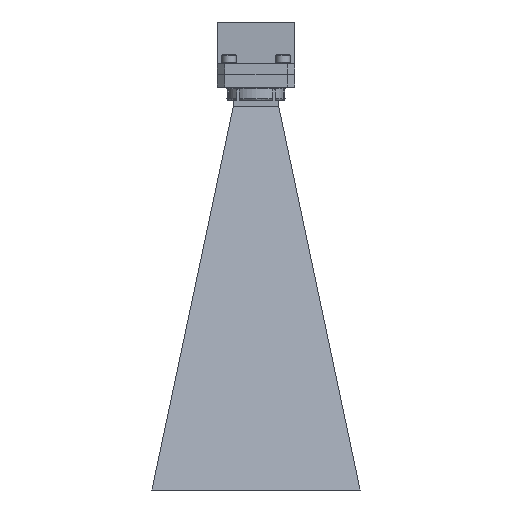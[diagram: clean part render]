
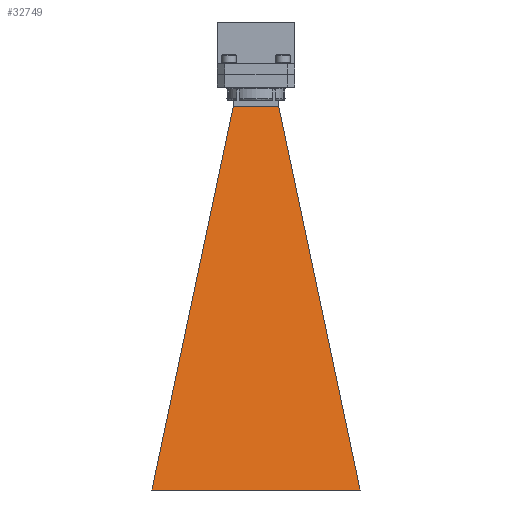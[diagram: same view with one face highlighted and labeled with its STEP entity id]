
A CAD part, front view. The second image highlights one B-rep face of the part: STEP entity #32749.
In plain terms, the highlighted planar face has unit normal (0, -0.985, 0.174).
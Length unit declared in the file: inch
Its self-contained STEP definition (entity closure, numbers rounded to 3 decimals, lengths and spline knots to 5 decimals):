
#1020 = VERTEX_POINT ( 'NONE', #14768 ) ;
#1786 = DIRECTION ( 'NONE',  ( 0., -0.985, 0.174 ) ) ;
#2252 = VERTEX_POINT ( 'NONE', #3166 ) ;
#2889 = EDGE_CURVE ( 'NONE', #37148, #9953, #13840, .T. ) ;
#3071 = VECTOR ( 'NONE', #34191, 39.37008 ) ;
#3166 = CARTESIAN_POINT ( 'NONE',  ( 2.002, -1.552, -8. ) ) ;
#3730 = VECTOR ( 'NONE', #12884, 39.37008 ) ;
#4328 = EDGE_CURVE ( 'NONE', #37148, #2252, #14699, .T. ) ;
#5068 = DIRECTION ( 'NONE',  ( 1., 0., 0. ) ) ;
#7502 = CARTESIAN_POINT ( 'NONE',  ( -2.002, -1.552, -8. ) ) ;
#8634 = B_SPLINE_CURVE_WITH_KNOTS ( 'NONE', 3,
 ( #32527, #20079, #35612, #38682 ),
 .UNSPECIFIED., .F., .F.,
 ( 4, 4 ),
 ( 0., 1. ),
 .UNSPECIFIED. ) ;
#9953 = VERTEX_POINT ( 'NONE', #36166 ) ;
#10308 = LINE ( 'NONE', #28013, #3071 ) ;
#12546 = EDGE_CURVE ( 'NONE', #2252, #1020, #10308, .T. ) ;
#12884 = DIRECTION ( 'NONE',  ( 0.205, 0.17, 0.964 ) ) ;
#12952 = ORIENTED_EDGE ( 'NONE', *, *, #23854, .T. ) ;
#13643 = PLANE ( 'NONE',  #25333 ) ;
#13840 = LINE ( 'NONE', #16090, #3730 ) ;
#14699 = LINE ( 'NONE', #7502, #21436 ) ;
#14768 = CARTESIAN_POINT ( 'NONE',  ( 0.437, -0.2495, -0.63 ) ) ;
#16090 = CARTESIAN_POINT ( 'NONE',  ( -2.002, -1.552, -8. ) ) ;
#16714 = ORIENTED_EDGE ( 'NONE', *, *, #12546, .T. ) ;
#17153 = CARTESIAN_POINT ( 'NONE',  ( -2.002, -1.552, -8. ) ) ;
#18993 = FACE_OUTER_BOUND ( 'NONE', #20594, .T. ) ;
#19725 = CARTESIAN_POINT ( 'NONE',  ( 0., -0.13398, 0.02368 ) ) ;
#20079 = CARTESIAN_POINT ( 'NONE',  ( 0.14567, -0.2495, -0.63 ) ) ;
#20594 = EDGE_LOOP ( 'NONE', ( #16714, #12952, #27691, #29125 ) ) ;
#21436 = VECTOR ( 'NONE', #5068, 39.37008 ) ;
#23854 = EDGE_CURVE ( 'NONE', #1020, #9953, #8634, .T. ) ;
#25333 = AXIS2_PLACEMENT_3D ( 'NONE', #19725, #1786, #32298 ) ;
#27691 = ORIENTED_EDGE ( 'NONE', *, *, #2889, .F. ) ;
#28013 = CARTESIAN_POINT ( 'NONE',  ( 2.002, -1.552, -8. ) ) ;
#29125 = ORIENTED_EDGE ( 'NONE', *, *, #4328, .T. ) ;
#32298 = DIRECTION ( 'NONE',  ( 0., -0.174, -0.985 ) ) ;
#32527 = CARTESIAN_POINT ( 'NONE',  ( 0.437, -0.2495, -0.63 ) ) ;
#32749 = ADVANCED_FACE ( 'NONE', ( #18993 ), #13643, .T. ) ;
#34191 = DIRECTION ( 'NONE',  ( -0.205, 0.17, 0.964 ) ) ;
#35612 = CARTESIAN_POINT ( 'NONE',  ( -0.14567, -0.2495, -0.63 ) ) ;
#36166 = CARTESIAN_POINT ( 'NONE',  ( -0.437, -0.2495, -0.63 ) ) ;
#37148 = VERTEX_POINT ( 'NONE', #17153 ) ;
#38682 = CARTESIAN_POINT ( 'NONE',  ( -0.437, -0.2495, -0.63 ) ) ;
